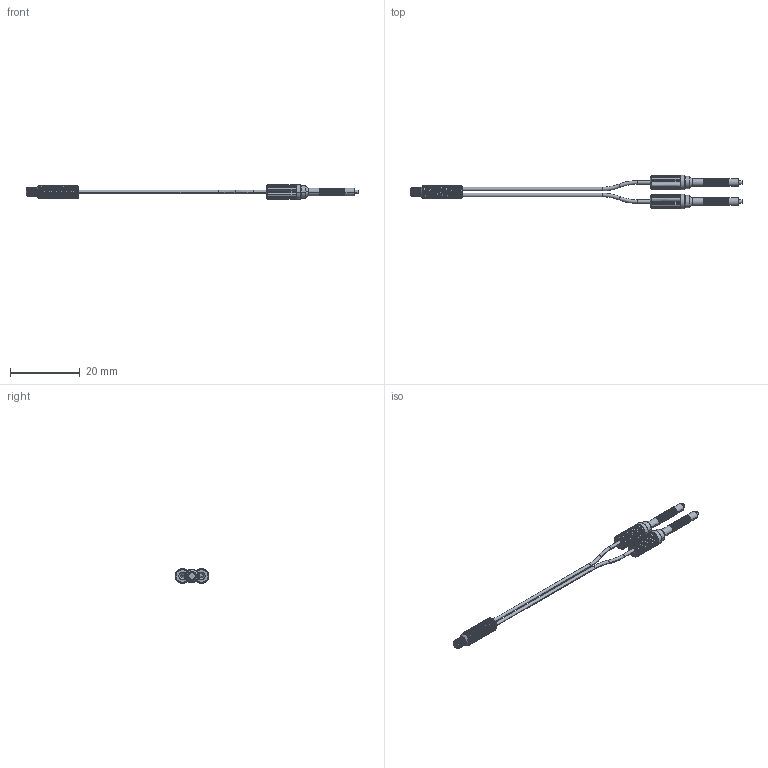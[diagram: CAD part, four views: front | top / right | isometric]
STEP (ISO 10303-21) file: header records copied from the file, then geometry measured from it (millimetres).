
FILE_DESCRIPTION((''),'2;1');
FILE_NAME('PR-D211R_ASM','2020-06-06T09:51:23',('Administrator'),(''),'CREO PARAMETRIC BY PTC INC, 2018400','CREO PARAMETRIC BY PTC INC, 2018400','');
FILE_SCHEMA(('AUTOMOTIVE_DESIGN { 1 0 10303 214 1 1 1 1 }'));
Length unit declared in the file: millimetre
Products named in the file (5): M4-TOU; 10XXX__; JW22_10__; 10XIAN__ASM; PR-D211R_ASM
Assembly tree (5 placements, depth 3):
  PR-D211R_ASM
    M4-TOU
    10XIAN__ASM
      10XXX__
      JW22_10__  x2
Bounding box: 95 x 9.7 x 4.2 mm (x, y, z)
Volume: 610.9 mm3; surface area: 1568.3 mm2
Topology: 5 solids, 5 shells, 829 faces, 2008 edges, 1193 vertices
Faces by surface type: cylinder 419, plane 215, torus 160, bspline 21, cone 14
Entity records: 21968 total; most frequent: CARTESIAN_POINT 10813, DIRECTION 2434, ORIENTED_EDGE 2244, EDGE_CURVE 1122, AXIS2_PLACEMENT_3D 1089, VERTEX_POINT 671, CIRCLE 636, EDGE_LOOP 465
